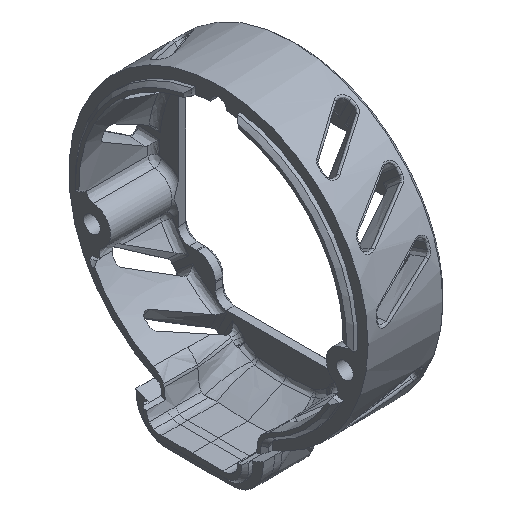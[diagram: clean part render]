
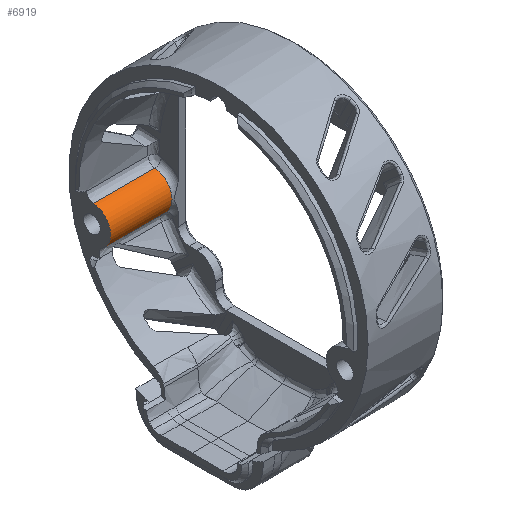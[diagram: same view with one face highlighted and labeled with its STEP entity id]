
A CAD part, isometric view. The second image highlights one B-rep face of the part: STEP entity #6919.
In plain terms, the highlighted cylindrical face has radius 5 mm (diameter 10 mm), a partial arc.
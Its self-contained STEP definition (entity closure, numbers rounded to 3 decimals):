
#77=CYLINDRICAL_SURFACE('',#7391,5.);
#882=B_SPLINE_CURVE_WITH_KNOTS('',3,(#13485,#13486,#13487,#13488),
 .UNSPECIFIED.,.F.,.F.,(4,4),(0.16,1.8),
 .UNSPECIFIED.);
#1065=B_SPLINE_CURVE_WITH_KNOTS('',3,(#17175,#17176,#17177,#17178),
 .UNSPECIFIED.,.F.,.F.,(4,4),(0.2,1.84),.UNSPECIFIED.);
#1668=FACE_OUTER_BOUND('',#2106,.T.);
#2106=EDGE_LOOP('',(#5663,#5664,#5665,#5666));
#2498=CIRCLE('',#7388,5.);
#2501=CIRCLE('',#7392,5.);
#2891=VERTEX_POINT('',#13478);
#2892=VERTEX_POINT('',#13484);
#3091=VERTEX_POINT('',#17141);
#3094=VERTEX_POINT('',#17174);
#3710=EDGE_CURVE('',#2891,#2892,#882,.T.);
#4005=EDGE_CURVE('',#3091,#2892,#2498,.T.);
#4009=EDGE_CURVE('',#3091,#3094,#1065,.T.);
#4011=EDGE_CURVE('',#3094,#2891,#2501,.T.);
#5663=ORIENTED_EDGE('',*,*,#4005,.T.);
#5664=ORIENTED_EDGE('',*,*,#3710,.F.);
#5665=ORIENTED_EDGE('',*,*,#4011,.F.);
#5666=ORIENTED_EDGE('',*,*,#4009,.F.);
#6919=ADVANCED_FACE('',(#1668),#77,.T.);
#7388=AXIS2_PLACEMENT_3D('',#17142,#8210,#8211);
#7391=AXIS2_PLACEMENT_3D('',#17184,#8216,#8217);
#7392=AXIS2_PLACEMENT_3D('',#17185,#8218,#8219);
#8210=DIRECTION('center_axis',(1.,0.,0.));
#8211=DIRECTION('ref_axis',(0.,0.164,0.986));
#8216=DIRECTION('center_axis',(-1.,0.,0.));
#8217=DIRECTION('ref_axis',(0.,0.164,0.986));
#8218=DIRECTION('center_axis',(1.,0.,0.));
#8219=DIRECTION('ref_axis',(0.,-0.966,0.259));
#13478=CARTESIAN_POINT('',(67.95,30.982,-13.184));
#13484=CARTESIAN_POINT('',(51.55,30.982,-13.184));
#13485=CARTESIAN_POINT('Ctrl Pts',(67.95,30.982,-13.184));
#13486=CARTESIAN_POINT('Ctrl Pts',(62.483,30.982,-13.184));
#13487=CARTESIAN_POINT('Ctrl Pts',(57.017,30.982,-13.184));
#13488=CARTESIAN_POINT('Ctrl Pts',(51.55,30.982,-13.184));
#17141=CARTESIAN_POINT('',(51.55,33.423,-4.073));
#17142=CARTESIAN_POINT('Origin',(51.55,33.807,-9.059));
#17174=CARTESIAN_POINT('',(67.95,33.423,-4.073));
#17175=CARTESIAN_POINT('Ctrl Pts',(51.55,33.423,-4.073));
#17176=CARTESIAN_POINT('Ctrl Pts',(57.017,33.423,-4.073));
#17177=CARTESIAN_POINT('Ctrl Pts',(62.483,33.423,-4.073));
#17178=CARTESIAN_POINT('Ctrl Pts',(67.95,33.423,-4.073));
#17184=CARTESIAN_POINT('Origin',(72.55,33.807,-9.059));
#17185=CARTESIAN_POINT('Origin',(67.95,33.807,-9.059));
